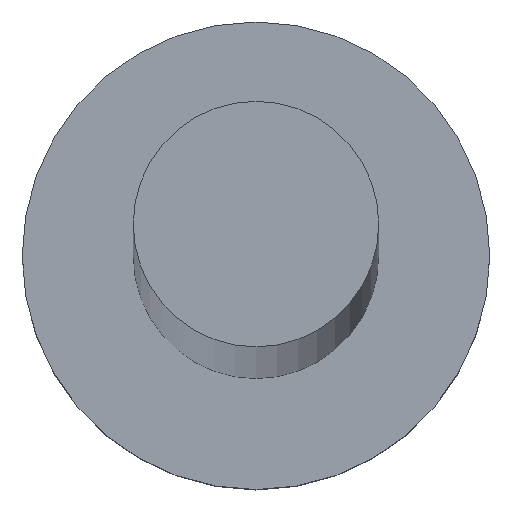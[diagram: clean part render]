
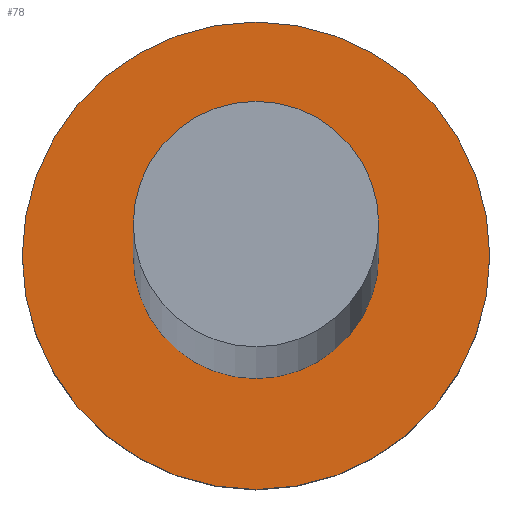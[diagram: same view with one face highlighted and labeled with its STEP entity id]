
A CAD part, top view. The second image highlights one B-rep face of the part: STEP entity #78.
In plain terms, the highlighted planar face has unit normal (0, 0, 1).
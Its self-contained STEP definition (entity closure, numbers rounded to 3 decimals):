
#2 = EDGE_CURVE ( 'NONE', #227, #244, #192, .T. ) ;
#6 = EDGE_LOOP ( 'NONE', ( #203, #68 ) ) ;
#10 = EDGE_CURVE ( 'NONE', #205, #222, #107, .T. ) ;
#19 = CIRCLE ( 'NONE', #171, 4. ) ;
#23 = EDGE_LOOP ( 'NONE', ( #81, #150 ) ) ;
#24 = CIRCLE ( 'NONE', #236, 2.1 ) ;
#28 = DIRECTION ( 'NONE',  ( 0., 0., 1. ) ) ;
#34 = CARTESIAN_POINT ( 'NONE',  ( 0., 0., 4. ) ) ;
#55 = CARTESIAN_POINT ( 'NONE',  ( -2.1, 0., 4. ) ) ;
#68 = ORIENTED_EDGE ( 'NONE', *, *, #2, .T. ) ;
#71 = DIRECTION ( 'NONE',  ( 0., 0., 1. ) ) ;
#73 = EDGE_CURVE ( 'NONE', #222, #205, #24, .T. ) ;
#75 = AXIS2_PLACEMENT_3D ( 'NONE', #88, #28, #246 ) ;
#78 = ADVANCED_FACE ( 'NONE', ( #112, #158 ), #157, .T. ) ;
#81 = ORIENTED_EDGE ( 'NONE', *, *, #10, .F. ) ;
#88 = CARTESIAN_POINT ( 'NONE',  ( 0., 0., 4. ) ) ;
#107 = CIRCLE ( 'NONE', #75, 2.1 ) ;
#112 = FACE_BOUND ( 'NONE', #23, .T. ) ;
#125 = CARTESIAN_POINT ( 'NONE',  ( 0., 0., 4. ) ) ;
#140 = DIRECTION ( 'NONE',  ( 0., 0., 1. ) ) ;
#150 = ORIENTED_EDGE ( 'NONE', *, *, #73, .F. ) ;
#153 = DIRECTION ( 'NONE',  ( 0., 0., 1. ) ) ;
#157 = PLANE ( 'NONE',  #250 ) ;
#158 = FACE_OUTER_BOUND ( 'NONE', #6, .T. ) ;
#162 = EDGE_CURVE ( 'NONE', #244, #227, #19, .T. ) ;
#171 = AXIS2_PLACEMENT_3D ( 'NONE', #251, #71, #252 ) ;
#181 = CARTESIAN_POINT ( 'NONE',  ( -4., 0., 4. ) ) ;
#182 = CARTESIAN_POINT ( 'NONE',  ( 4., 0., 4. ) ) ;
#188 = DIRECTION ( 'NONE',  ( 1., 0., 0. ) ) ;
#190 = DIRECTION ( 'NONE',  ( 0., 0., 1. ) ) ;
#192 = CIRCLE ( 'NONE', #225, 4. ) ;
#195 = DIRECTION ( 'NONE',  ( 1., 0., 0. ) ) ;
#203 = ORIENTED_EDGE ( 'NONE', *, *, #162, .T. ) ;
#205 = VERTEX_POINT ( 'NONE', #55 ) ;
#222 = VERTEX_POINT ( 'NONE', #238 ) ;
#225 = AXIS2_PLACEMENT_3D ( 'NONE', #125, #153, #188 ) ;
#227 = VERTEX_POINT ( 'NONE', #182 ) ;
#229 = CARTESIAN_POINT ( 'NONE',  ( 0., 0., 4. ) ) ;
#236 = AXIS2_PLACEMENT_3D ( 'NONE', #34, #190, #248 ) ;
#238 = CARTESIAN_POINT ( 'NONE',  ( 2.1, 0., 4. ) ) ;
#244 = VERTEX_POINT ( 'NONE', #181 ) ;
#246 = DIRECTION ( 'NONE',  ( 1., 0., 0. ) ) ;
#248 = DIRECTION ( 'NONE',  ( 1., 0., 0. ) ) ;
#250 = AXIS2_PLACEMENT_3D ( 'NONE', #229, #140, #195 ) ;
#251 = CARTESIAN_POINT ( 'NONE',  ( 0., 0., 4. ) ) ;
#252 = DIRECTION ( 'NONE',  ( 1., 0., 0. ) ) ;
